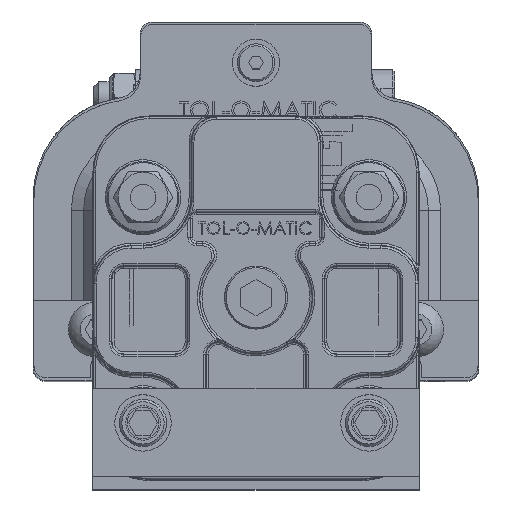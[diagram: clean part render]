
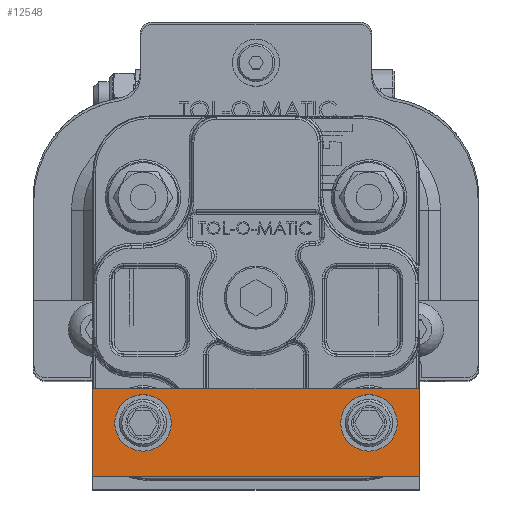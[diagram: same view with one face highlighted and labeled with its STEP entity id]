
A CAD part, top view. The second image highlights one B-rep face of the part: STEP entity #12548.
In plain terms, the highlighted face is planar.
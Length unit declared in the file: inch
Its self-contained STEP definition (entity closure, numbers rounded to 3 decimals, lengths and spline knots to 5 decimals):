
#10 = CARTESIAN_POINT ( 'NONE',  ( -1.625, 0.344, -1. ) ) ;
#448 = AXIS2_PLACEMENT_3D ( 'NONE', #18068, #38190, #21371 ) ;
#1534 = DIRECTION ( 'NONE',  ( 0., 0., -1. ) ) ;
#2003 = AXIS2_PLACEMENT_3D ( 'NONE', #9224, #45877, #8135 ) ;
#2539 = VERTEX_POINT ( 'NONE', #35439 ) ;
#2605 = ORIENTED_EDGE ( 'NONE', *, *, #14239, .T. ) ;
#3885 = CARTESIAN_POINT ( 'NONE',  ( 0.84375, 0., -1. ) ) ;
#4067 = AXIS2_PLACEMENT_3D ( 'NONE', #47281, #1534, #38977 ) ;
#5482 = CARTESIAN_POINT ( 'NONE',  ( -1.625, 0.344, -1. ) ) ;
#8135 = DIRECTION ( 'NONE',  ( -1., 0., 0. ) ) ;
#8581 = VERTEX_POINT ( 'NONE', #3885 ) ;
#9224 = CARTESIAN_POINT ( 'NONE',  ( -1.125, 0., -1. ) ) ;
#9990 = EDGE_LOOP ( 'NONE', ( #36906 ) ) ;
#11960 = VECTOR ( 'NONE', #27501, 39.37008 ) ;
#12092 = VECTOR ( 'NONE', #25078, 39.37008 ) ;
#12537 = CIRCLE ( 'NONE', #2003, 0.28125 ) ;
#12548 = ADVANCED_FACE ( 'NONE', ( #47796, #34588, #13636 ), #30462, .T. ) ;
#12977 = VECTOR ( 'NONE', #45932, 39.37008 ) ;
#13140 = LINE ( 'NONE', #29133, #12977 ) ;
#13572 = EDGE_LOOP ( 'NONE', ( #2605, #29308, #54162, #35398 ) ) ;
#13636 = FACE_OUTER_BOUND ( 'NONE', #13572, .T. ) ;
#14239 = EDGE_CURVE ( 'NONE', #15955, #39945, #13140, .T. ) ;
#14818 = LINE ( 'NONE', #24382, #21326 ) ;
#15710 = EDGE_CURVE ( 'NONE', #27211, #27211, #12537, .T. ) ;
#15955 = VERTEX_POINT ( 'NONE', #29552 ) ;
#18068 = CARTESIAN_POINT ( 'NONE',  ( 1.125, 0., -1. ) ) ;
#18955 = LINE ( 'NONE', #31896, #11960 ) ;
#21326 = VECTOR ( 'NONE', #53827, 39.37008 ) ;
#21371 = DIRECTION ( 'NONE',  ( -1., 0., 0. ) ) ;
#23212 = EDGE_CURVE ( 'NONE', #2539, #33653, #37182, .T. ) ;
#24382 = CARTESIAN_POINT ( 'NONE',  ( 1.625, -0.531, -1. ) ) ;
#25078 = DIRECTION ( 'NONE',  ( 0., 1., 0. ) ) ;
#27211 = VERTEX_POINT ( 'NONE', #40127 ) ;
#27501 = DIRECTION ( 'NONE',  ( 1., 0., 0. ) ) ;
#29133 = CARTESIAN_POINT ( 'NONE',  ( 1.625, 0.344, -1. ) ) ;
#29308 = ORIENTED_EDGE ( 'NONE', *, *, #32555, .T. ) ;
#29552 = CARTESIAN_POINT ( 'NONE',  ( 1.625, 0.344, -1. ) ) ;
#30462 = PLANE ( 'NONE',  #4067 ) ;
#31896 = CARTESIAN_POINT ( 'NONE',  ( 1.625, 0.344, -1. ) ) ;
#32555 = EDGE_CURVE ( 'NONE', #39945, #2539, #14818, .T. ) ;
#33653 = VERTEX_POINT ( 'NONE', #5482 ) ;
#33884 = CIRCLE ( 'NONE', #448, 0.28125 ) ;
#34588 = FACE_BOUND ( 'NONE', #9990, .T. ) ;
#35398 = ORIENTED_EDGE ( 'NONE', *, *, #43752, .T. ) ;
#35439 = CARTESIAN_POINT ( 'NONE',  ( -1.625, -0.531, -1. ) ) ;
#36906 = ORIENTED_EDGE ( 'NONE', *, *, #42953, .F. ) ;
#37182 = LINE ( 'NONE', #10, #12092 ) ;
#38190 = DIRECTION ( 'NONE',  ( 0., 0., -1. ) ) ;
#38977 = DIRECTION ( 'NONE',  ( -1., 0., 0. ) ) ;
#39945 = VERTEX_POINT ( 'NONE', #42469 ) ;
#40127 = CARTESIAN_POINT ( 'NONE',  ( -1.40625, 0., -1. ) ) ;
#40287 = ORIENTED_EDGE ( 'NONE', *, *, #15710, .F. ) ;
#41118 = EDGE_LOOP ( 'NONE', ( #40287 ) ) ;
#42469 = CARTESIAN_POINT ( 'NONE',  ( 1.625, -0.531, -1. ) ) ;
#42953 = EDGE_CURVE ( 'NONE', #8581, #8581, #33884, .T. ) ;
#43752 = EDGE_CURVE ( 'NONE', #33653, #15955, #18955, .T. ) ;
#45877 = DIRECTION ( 'NONE',  ( 0., 0., -1. ) ) ;
#45932 = DIRECTION ( 'NONE',  ( 0., -1., 0. ) ) ;
#47281 = CARTESIAN_POINT ( 'NONE',  ( 1.625, -0.531, -1. ) ) ;
#47796 = FACE_BOUND ( 'NONE', #41118, .T. ) ;
#53827 = DIRECTION ( 'NONE',  ( -1., 0., 0. ) ) ;
#54162 = ORIENTED_EDGE ( 'NONE', *, *, #23212, .T. ) ;
